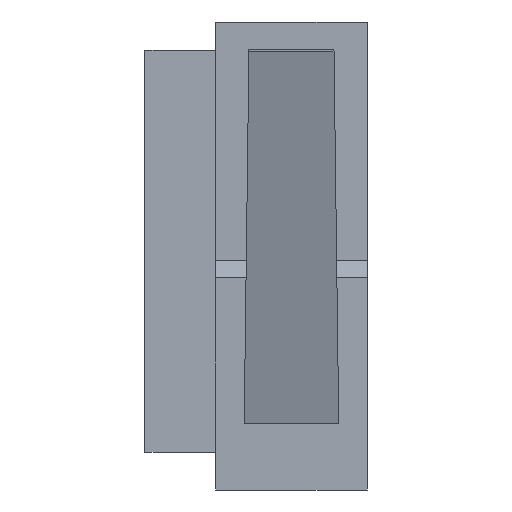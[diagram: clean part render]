
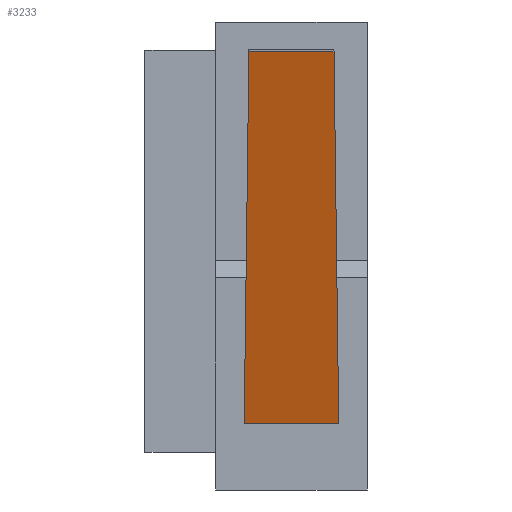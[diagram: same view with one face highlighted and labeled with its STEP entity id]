
A CAD part, left-side view. The second image highlights one B-rep face of the part: STEP entity #3233.
In plain terms, the highlighted face is planar.
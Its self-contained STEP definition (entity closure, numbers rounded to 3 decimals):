
#2988 = VERTEX_POINT('',#2989);
#2989 = CARTESIAN_POINT('',(-5.,-5.,
    -0.052));
#2996 = PLANE('',#2997);
#2997 = AXIS2_PLACEMENT_3D('',#2998,#2999,#3000);
#2998 = CARTESIAN_POINT('',(-5.,-5.2,
    -0.052));
#2999 = DIRECTION('',(0.296,-0.,-0.955));
#3000 = DIRECTION('',(0.955,0.,0.296));
#3008 = PLANE('',#3009);
#3009 = AXIS2_PLACEMENT_3D('',#3010,#3011,#3012);
#3010 = CARTESIAN_POINT('',(-5.,-5.2,
    -15.8));
#3011 = DIRECTION('',(0.,-1.,0.013));
#3012 = DIRECTION('',(0.,0.013,1.));
#3049 = VERTEX_POINT('',#3050);
#3050 = CARTESIAN_POINT('',(-5.,-1.4,
    -0.052));
#3064 = PLANE('',#3065);
#3065 = AXIS2_PLACEMENT_3D('',#3066,#3067,#3068);
#3066 = CARTESIAN_POINT('',(-5.,-1.2,
    -15.8));
#3067 = DIRECTION('',(0.,1.,0.013));
#3068 = DIRECTION('',(-0.,0.013,-1.));
#3076 = EDGE_CURVE('',#2988,#3049,#3077,.T.);
#3077 = SURFACE_CURVE('',#3078,(#3082,#3089),.PCURVE_S1.);
#3078 = LINE('',#3079,#3080);
#3079 = CARTESIAN_POINT('',(-5.,-5.2,
    -0.052));
#3080 = VECTOR('',#3081,1.);
#3081 = DIRECTION('',(0.,1.,0.));
#3082 = PCURVE('',#2996,#3083);
#3083 = DEFINITIONAL_REPRESENTATION('',(#3084),#3088);
#3084 = LINE('',#3085,#3086);
#3085 = CARTESIAN_POINT('',(0.,0.));
#3086 = VECTOR('',#3087,1.);
#3087 = DIRECTION('',(0.,-1.));
#3088 = ( GEOMETRIC_REPRESENTATION_CONTEXT(2) 
PARAMETRIC_REPRESENTATION_CONTEXT() REPRESENTATION_CONTEXT('2D SPACE',''
  ) );
#3089 = PCURVE('',#3090,#3095);
#3090 = PLANE('',#3091);
#3091 = AXIS2_PLACEMENT_3D('',#3092,#3093,#3094);
#3092 = CARTESIAN_POINT('',(-0.121,-5.2,
    -15.8));
#3093 = DIRECTION('',(0.955,0.,0.296));
#3094 = DIRECTION('',(-0.296,0.,0.955));
#3095 = DEFINITIONAL_REPRESENTATION('',(#3096),#3100);
#3096 = LINE('',#3097,#3098);
#3097 = CARTESIAN_POINT('',(16.487,0.));
#3098 = VECTOR('',#3099,1.);
#3099 = DIRECTION('',(0.,-1.));
#3100 = ( GEOMETRIC_REPRESENTATION_CONTEXT(2) 
PARAMETRIC_REPRESENTATION_CONTEXT() REPRESENTATION_CONTEXT('2D SPACE',''
  ) );
#3105 = EDGE_CURVE('',#3106,#3049,#3108,.T.);
#3106 = VERTEX_POINT('',#3107);
#3107 = CARTESIAN_POINT('',(-0.121,-1.2,
    -15.8));
#3108 = SURFACE_CURVE('',#3109,(#3113,#3120),.PCURVE_S1.);
#3109 = LINE('',#3110,#3111);
#3110 = CARTESIAN_POINT('',(-0.135,-1.201,
    -15.754));
#3111 = VECTOR('',#3112,1.);
#3112 = DIRECTION('',(-0.296,-0.012,0.955
    ));
#3113 = PCURVE('',#3064,#3114);
#3114 = DEFINITIONAL_REPRESENTATION('',(#3115),#3119);
#3115 = LINE('',#3116,#3117);
#3116 = CARTESIAN_POINT('',(-0.046,-4.865));
#3117 = VECTOR('',#3118,1.);
#3118 = DIRECTION('',(-0.955,0.296));
#3119 = ( GEOMETRIC_REPRESENTATION_CONTEXT(2) 
PARAMETRIC_REPRESENTATION_CONTEXT() REPRESENTATION_CONTEXT('2D SPACE',''
  ) );
#3120 = PCURVE('',#3090,#3121);
#3121 = DEFINITIONAL_REPRESENTATION('',(#3122),#3126);
#3122 = LINE('',#3123,#3124);
#3123 = CARTESIAN_POINT('',(0.049,-3.999));
#3124 = VECTOR('',#3125,1.);
#3125 = DIRECTION('',(1.,0.012));
#3126 = ( GEOMETRIC_REPRESENTATION_CONTEXT(2) 
PARAMETRIC_REPRESENTATION_CONTEXT() REPRESENTATION_CONTEXT('2D SPACE',''
  ) );
#3222 = PLANE('',#3223);
#3223 = AXIS2_PLACEMENT_3D('',#3224,#3225,#3226);
#3224 = CARTESIAN_POINT('',(-0.121,-5.2,
    -15.8));
#3225 = DIRECTION('',(0.,0.,1.));
#3226 = DIRECTION('',(-1.,0.,0.));
#3233 = ADVANCED_FACE('',(#3234),#3090,.T.);
#3234 = FACE_BOUND('',#3235,.F.);
#3235 = EDGE_LOOP('',(#3236,#3259,#3260,#3261));
#3236 = ORIENTED_EDGE('',*,*,#3237,.F.);
#3237 = EDGE_CURVE('',#2988,#3238,#3240,.T.);
#3238 = VERTEX_POINT('',#3239);
#3239 = CARTESIAN_POINT('',(-0.121,-5.2,
    -15.8));
#3240 = SURFACE_CURVE('',#3241,(#3245,#3252),.PCURVE_S1.);
#3241 = LINE('',#3242,#3243);
#3242 = CARTESIAN_POINT('',(-0.121,-5.2,
    -15.8));
#3243 = VECTOR('',#3244,1.);
#3244 = DIRECTION('',(0.296,-0.012,-0.955
    ));
#3245 = PCURVE('',#3090,#3246);
#3246 = DEFINITIONAL_REPRESENTATION('',(#3247),#3251);
#3247 = LINE('',#3248,#3249);
#3248 = CARTESIAN_POINT('',(0.,0.));
#3249 = VECTOR('',#3250,1.);
#3250 = DIRECTION('',(-1.,0.012));
#3251 = ( GEOMETRIC_REPRESENTATION_CONTEXT(2) 
PARAMETRIC_REPRESENTATION_CONTEXT() REPRESENTATION_CONTEXT('2D SPACE',''
  ) );
#3252 = PCURVE('',#3008,#3253);
#3253 = DEFINITIONAL_REPRESENTATION('',(#3254),#3258);
#3254 = LINE('',#3255,#3256);
#3255 = CARTESIAN_POINT('',(0.,-4.879));
#3256 = VECTOR('',#3257,1.);
#3257 = DIRECTION('',(-0.955,-0.296));
#3258 = ( GEOMETRIC_REPRESENTATION_CONTEXT(2) 
PARAMETRIC_REPRESENTATION_CONTEXT() REPRESENTATION_CONTEXT('2D SPACE',''
  ) );
#3259 = ORIENTED_EDGE('',*,*,#3076,.T.);
#3260 = ORIENTED_EDGE('',*,*,#3105,.F.);
#3261 = ORIENTED_EDGE('',*,*,#3262,.F.);
#3262 = EDGE_CURVE('',#3238,#3106,#3263,.T.);
#3263 = SURFACE_CURVE('',#3264,(#3268,#3275),.PCURVE_S1.);
#3264 = LINE('',#3265,#3266);
#3265 = CARTESIAN_POINT('',(-0.121,-5.2,
    -15.8));
#3266 = VECTOR('',#3267,1.);
#3267 = DIRECTION('',(0.,1.,0.));
#3268 = PCURVE('',#3090,#3269);
#3269 = DEFINITIONAL_REPRESENTATION('',(#3270),#3274);
#3270 = LINE('',#3271,#3272);
#3271 = CARTESIAN_POINT('',(0.,0.));
#3272 = VECTOR('',#3273,1.);
#3273 = DIRECTION('',(0.,-1.));
#3274 = ( GEOMETRIC_REPRESENTATION_CONTEXT(2) 
PARAMETRIC_REPRESENTATION_CONTEXT() REPRESENTATION_CONTEXT('2D SPACE',''
  ) );
#3275 = PCURVE('',#3222,#3276);
#3276 = DEFINITIONAL_REPRESENTATION('',(#3277),#3281);
#3277 = LINE('',#3278,#3279);
#3278 = CARTESIAN_POINT('',(0.,0.));
#3279 = VECTOR('',#3280,1.);
#3280 = DIRECTION('',(0.,-1.));
#3281 = ( GEOMETRIC_REPRESENTATION_CONTEXT(2) 
PARAMETRIC_REPRESENTATION_CONTEXT() REPRESENTATION_CONTEXT('2D SPACE',''
  ) );
